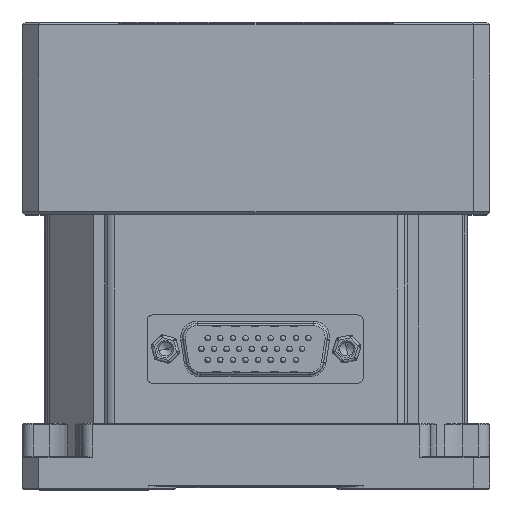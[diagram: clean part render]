
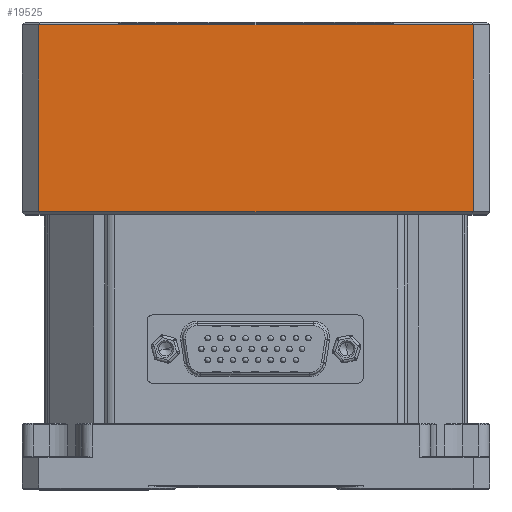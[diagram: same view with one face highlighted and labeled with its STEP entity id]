
A CAD part, top view. The second image highlights one B-rep face of the part: STEP entity #19525.
In plain terms, the highlighted planar face has unit normal (0, 0, 1).
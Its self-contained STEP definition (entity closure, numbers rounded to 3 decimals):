
#2306 = EDGE_CURVE ( 'NONE', #28710, #44263, #9904, .T. ) ;
#4302 = FACE_OUTER_BOUND ( 'NONE', #20711, .T. ) ;
#5693 = VECTOR ( 'NONE', #35646, 1000. ) ;
#8045 = ORIENTED_EDGE ( 'NONE', *, *, #29173, .T. ) ;
#9904 = LINE ( 'NONE', #34616, #38785 ) ;
#10701 = LINE ( 'NONE', #21559, #5693 ) ;
#12387 = LINE ( 'NONE', #40811, #21913 ) ;
#12551 = AXIS2_PLACEMENT_3D ( 'NONE', #43532, #36158, #15121 ) ;
#13100 = EDGE_CURVE ( 'NONE', #44263, #30081, #18802, .T. ) ;
#13511 = CARTESIAN_POINT ( 'NONE',  ( 129.674, 84.5, 4. ) ) ;
#15121 = DIRECTION ( 'NONE',  ( 0., -1., 0. ) ) ;
#15322 = DIRECTION ( 'NONE',  ( 1., 0., 0. ) ) ;
#18802 = LINE ( 'NONE', #39831, #28811 ) ;
#19525 = ADVANCED_FACE ( 'NONE', ( #4302 ), #26199, .F. ) ;
#20711 = EDGE_LOOP ( 'NONE', ( #41403, #43229, #23789, #8045 ) ) ;
#21559 = CARTESIAN_POINT ( 'NONE',  ( 50.674, 84.5, 4. ) ) ;
#21913 = VECTOR ( 'NONE', #30182, 1000. ) ;
#21999 = VERTEX_POINT ( 'NONE', #13511 ) ;
#23789 = ORIENTED_EDGE ( 'NONE', *, *, #44392, .T. ) ;
#26199 = PLANE ( 'NONE',  #12551 ) ;
#28710 = VERTEX_POINT ( 'NONE', #43810 ) ;
#28811 = VECTOR ( 'NONE', #15322, 1000. ) ;
#29173 = EDGE_CURVE ( 'NONE', #21999, #28710, #10701, .T. ) ;
#29262 = CARTESIAN_POINT ( 'NONE',  ( 50.674, 50.5, 4. ) ) ;
#30081 = VERTEX_POINT ( 'NONE', #33828 ) ;
#30182 = DIRECTION ( 'NONE',  ( 0., 1., 0. ) ) ;
#33828 = CARTESIAN_POINT ( 'NONE',  ( 129.674, 50.5, 4. ) ) ;
#34616 = CARTESIAN_POINT ( 'NONE',  ( 50.674, 50., 4. ) ) ;
#35646 = DIRECTION ( 'NONE',  ( -1., 0., 0. ) ) ;
#36158 = DIRECTION ( 'NONE',  ( 0., 0., -1. ) ) ;
#38785 = VECTOR ( 'NONE', #45465, 1000. ) ;
#39831 = CARTESIAN_POINT ( 'NONE',  ( 47.674, 50.5, 4. ) ) ;
#40811 = CARTESIAN_POINT ( 'NONE',  ( 129.674, 50., 4. ) ) ;
#41403 = ORIENTED_EDGE ( 'NONE', *, *, #2306, .T. ) ;
#43229 = ORIENTED_EDGE ( 'NONE', *, *, #13100, .T. ) ;
#43532 = CARTESIAN_POINT ( 'NONE',  ( 47.674, 50., 4. ) ) ;
#43810 = CARTESIAN_POINT ( 'NONE',  ( 50.674, 84.5, 4. ) ) ;
#44263 = VERTEX_POINT ( 'NONE', #29262 ) ;
#44392 = EDGE_CURVE ( 'NONE', #30081, #21999, #12387, .T. ) ;
#45465 = DIRECTION ( 'NONE',  ( 0., -1., 0. ) ) ;
